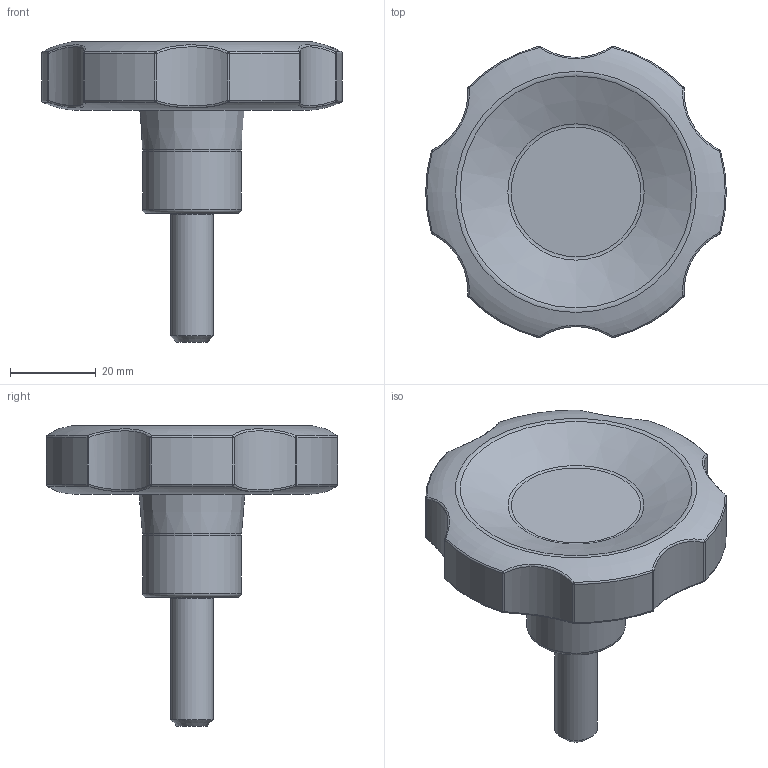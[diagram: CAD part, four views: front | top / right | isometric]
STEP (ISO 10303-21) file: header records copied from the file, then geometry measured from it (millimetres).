
FILE_DESCRIPTION( ( 'Unknown' ), '1' );
FILE_NAME( '6372360_LP70_M10x30.stp', 'Unknown', ( 'Unknown' ), ( 'Unknown' ), 'PSStep 11.0', 'Unknown', ' ' );
FILE_SCHEMA( ( 'AUTOMOTIVE_DESIGN { 1 0 10303 214 1 1 1 1 }' ) );
Length unit declared in the file: millimetre
Products named in the file (1): 6372360
Bounding box: 70 x 67.86 x 69.94 mm (x, y, z)
Volume: 44568.3 mm3; surface area: 15245.3 mm2
Topology: 1 solids, 2 shells, 95 faces, 187 edges, 96 vertices
Faces by surface type: cylinder 27, sphere 24, torus 22, bspline 12, cone 6, plane 4
Full cylindrical faces by diameter (mm): 10 x2, 23 x1
Entity records: 5946 total; most frequent: CARTESIAN_POINT 3350, DIRECTION 426, ORIENTED_EDGE 330, AXIS2_PLACEMENT_3D 201, EDGE_CURVE 165, CIRCLE 117, EDGE_LOOP 116, FACE_OUTER_BOUND 108
